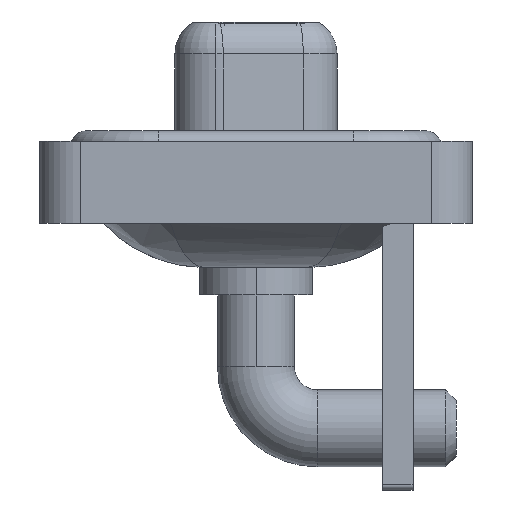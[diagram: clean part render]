
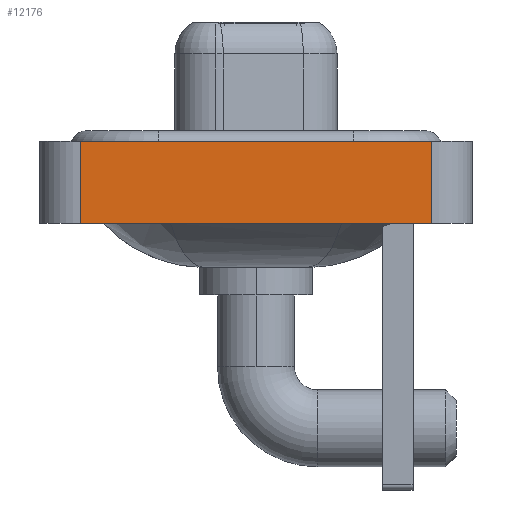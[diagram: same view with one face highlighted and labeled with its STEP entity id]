
A CAD part, left-side view. The second image highlights one B-rep face of the part: STEP entity #12176.
In plain terms, the highlighted planar face has unit normal (-1, 0, 0).
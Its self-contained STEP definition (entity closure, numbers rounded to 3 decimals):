
#299 = LINE ( 'NONE', #1551, #6946 ) ;
#478 = LINE ( 'NONE', #4232, #14800 ) ;
#657 = EDGE_CURVE ( 'NONE', #3154, #2541, #10650, .T. ) ;
#717 = DIRECTION ( 'NONE',  ( 0., 0., 1. ) ) ;
#864 = DIRECTION ( 'NONE',  ( 0., 0., 1. ) ) ;
#1532 = AXIS2_PLACEMENT_3D ( 'NONE', #12676, #9987, #864 ) ;
#1551 = CARTESIAN_POINT ( 'NONE',  ( -7.25, -8.55, -3.6 ) ) ;
#1590 = ORIENTED_EDGE ( 'NONE', *, *, #12469, .F. ) ;
#2260 = ORIENTED_EDGE ( 'NONE', *, *, #5772, .T. ) ;
#2541 = VERTEX_POINT ( 'NONE', #5893 ) ;
#3154 = VERTEX_POINT ( 'NONE', #11644 ) ;
#3759 = EDGE_LOOP ( 'NONE', ( #16311, #1590, #8087, #2260 ) ) ;
#4232 = CARTESIAN_POINT ( 'NONE',  ( -7.25, 8.55, -3.6 ) ) ;
#4285 = DIRECTION ( 'NONE',  ( 0., -1., 0. ) ) ;
#5276 = CARTESIAN_POINT ( 'NONE',  ( -7.25, 8.55, 0.4 ) ) ;
#5548 = LINE ( 'NONE', #10659, #8973 ) ;
#5655 = EDGE_CURVE ( 'NONE', #8273, #16207, #478, .T. ) ;
#5772 = EDGE_CURVE ( 'NONE', #8273, #3154, #299, .T. ) ;
#5784 = CARTESIAN_POINT ( 'NONE',  ( -7.25, -8.55, -3.6 ) ) ;
#5893 = CARTESIAN_POINT ( 'NONE',  ( -7.25, -8.55, 0.4 ) ) ;
#6946 = VECTOR ( 'NONE', #10341, 1000. ) ;
#7546 = FACE_OUTER_BOUND ( 'NONE', #3759, .T. ) ;
#8087 = ORIENTED_EDGE ( 'NONE', *, *, #5655, .F. ) ;
#8273 = VERTEX_POINT ( 'NONE', #13457 ) ;
#8973 = VECTOR ( 'NONE', #4285, 1000. ) ;
#9556 = DIRECTION ( 'NONE',  ( 0., 0., 1. ) ) ;
#9987 = DIRECTION ( 'NONE',  ( -1., 0., 0. ) ) ;
#10341 = DIRECTION ( 'NONE',  ( 0., -1., 0. ) ) ;
#10650 = LINE ( 'NONE', #5784, #10788 ) ;
#10659 = CARTESIAN_POINT ( 'NONE',  ( -7.25, -8.55, 0.4 ) ) ;
#10788 = VECTOR ( 'NONE', #9556, 1000. ) ;
#11234 = PLANE ( 'NONE',  #1532 ) ;
#11644 = CARTESIAN_POINT ( 'NONE',  ( -7.25, -8.55, -3.6 ) ) ;
#12176 = ADVANCED_FACE ( 'NONE', ( #7546 ), #11234, .T. ) ;
#12469 = EDGE_CURVE ( 'NONE', #16207, #2541, #5548, .T. ) ;
#12676 = CARTESIAN_POINT ( 'NONE',  ( -7.25, -8.55, -3.6 ) ) ;
#13457 = CARTESIAN_POINT ( 'NONE',  ( -7.25, 8.55, -3.6 ) ) ;
#14800 = VECTOR ( 'NONE', #717, 1000. ) ;
#16207 = VERTEX_POINT ( 'NONE', #5276 ) ;
#16311 = ORIENTED_EDGE ( 'NONE', *, *, #657, .T. ) ;
